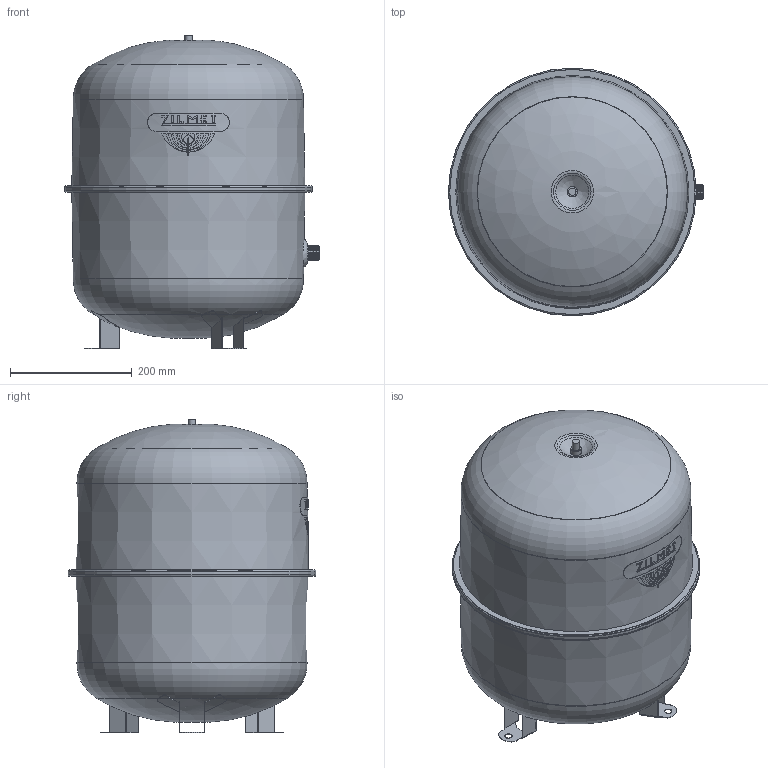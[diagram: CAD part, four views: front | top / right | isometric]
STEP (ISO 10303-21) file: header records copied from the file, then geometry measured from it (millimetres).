
FILE_DESCRIPTION(/* description */ (''),/* implementation_level */ '2;1');
FILE_NAME(/* name */ '02_CAL-PRO 50L 4bar_13000050031.stp',/* time_stamp */ '2019-08-10T15:04:56+03:00',/* author */ ('shkarinov'),/* organization */ (''),/* preprocessor_version */ 'ST-DEVELOPER v16.5',/* originating_system */ 'Autodesk Inventor 2017',/* authorisation */ '');
FILE_SCHEMA (('AUTOMOTIVE_DESIGN { 1 0 10303 214 3 1 1 }'));
Length unit declared in the file: inch
Products named in the file (1): 02_CAL-PRO 50L 4bar_13000050031
Bounding box: 418.97 x 407 x 515.42 mm (x, y, z)
Volume: 736913.1 mm3; surface area: 1438483.2 mm2
Topology: 4 solids, 6 shells, 334 faces, 884 edges, 578 vertices
Faces by surface type: plane 173, cylinder 87, torus 37, bspline 22, cone 15
Full cylindrical faces by diameter (mm): 12 x4, 17 x2, 20 x1, 405 x1, 407 x1
Entity records: 12466 total; most frequent: CARTESIAN_POINT 4179, ORIENTED_EDGE 1672, DIRECTION 1572, EDGE_CURVE 835, AXIS2_PLACEMENT_3D 603, VERTEX_POINT 573, EDGE_LOOP 400, LINE 366
